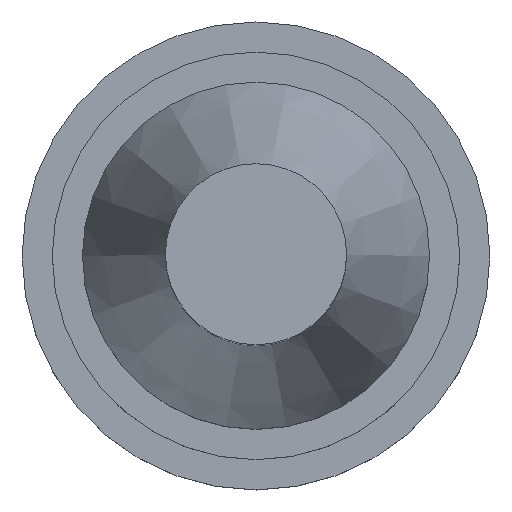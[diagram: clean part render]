
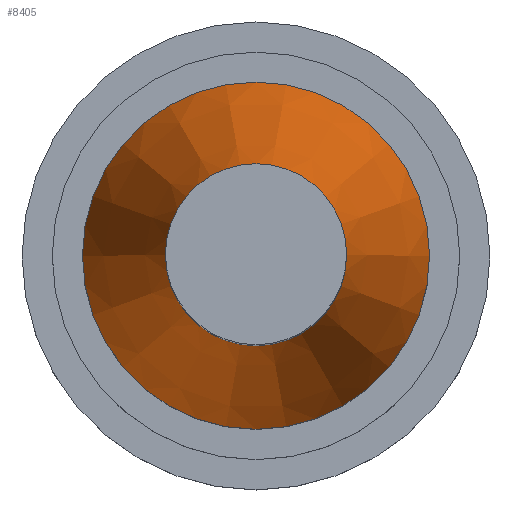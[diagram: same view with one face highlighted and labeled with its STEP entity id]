
A CAD part, top view. The second image highlights one B-rep face of the part: STEP entity #8405.
In plain terms, the highlighted conical face has half-angle 15.88 degrees and reference radius 17.25 mm.
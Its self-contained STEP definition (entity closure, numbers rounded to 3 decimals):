
#81=CONICAL_SURFACE($,#8788,17.25,15.88);
#164=CIRCLE($,#8786,9.);
#165=CIRCLE($,#8789,17.25);
#1187=FACE_OUTER_BOUND($,#1904,.T.);
#1311=FACE_BOUND($,#1905,.T.);
#1904=EDGE_LOOP($,(#7616));
#1905=EDGE_LOOP($,(#7617));
#4135=VERTEX_POINT($,#15641);
#4136=VERTEX_POINT($,#15645);
#5299=EDGE_CURVE($,#4135,#4135,#164,.T.);
#5300=EDGE_CURVE($,#4136,#4136,#165,.T.);
#7616=ORIENTED_EDGE($,*,*,#5300,.F.);
#7617=ORIENTED_EDGE($,*,*,#5299,.T.);
#8405=ADVANCED_FACE($,(#1187,#1311),#81,.T.);
#8786=AXIS2_PLACEMENT_3D($,#15642,#10252,#10253);
#8788=AXIS2_PLACEMENT_3D($,#15644,#10256,#10257);
#8789=AXIS2_PLACEMENT_3D($,#15646,#10258,#10259);
#10252=DIRECTION('center_axis',(0.,0.,-1.));
#10253=DIRECTION('ref_axis',(-1.,0.,0.));
#10256=DIRECTION('center_axis',(0.,0.,-1.));
#10257=DIRECTION('ref_axis',(1.,0.,0.));
#10258=DIRECTION('center_axis',(0.,0.,-1.));
#10259=DIRECTION('ref_axis',(-1.,0.,0.));
#15641=CARTESIAN_POINT('',(-9.,0.,57.2));
#15642=CARTESIAN_POINT('Origin',(0.,0.,57.2));
#15644=CARTESIAN_POINT('Origin',(0.,0.,28.2));
#15645=CARTESIAN_POINT('',(17.25,0.,28.2));
#15646=CARTESIAN_POINT('Origin',(0.,0.,28.2));
